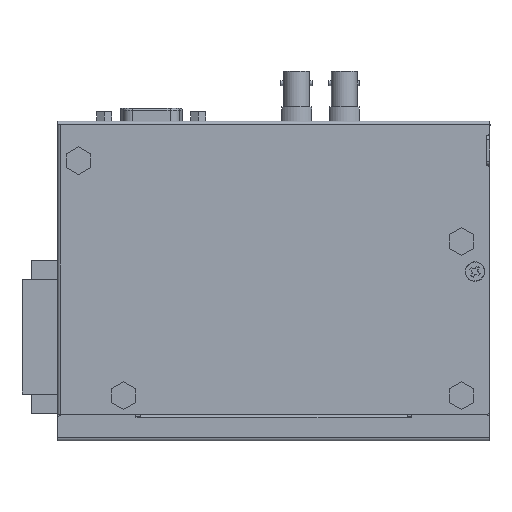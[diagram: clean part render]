
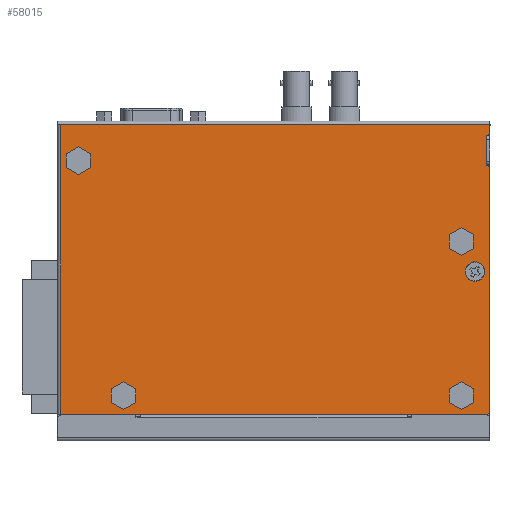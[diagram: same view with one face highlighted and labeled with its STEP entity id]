
A CAD part, front view. The second image highlights one B-rep face of the part: STEP entity #58015.
In plain terms, the highlighted planar face has unit normal (0, -1, 0).
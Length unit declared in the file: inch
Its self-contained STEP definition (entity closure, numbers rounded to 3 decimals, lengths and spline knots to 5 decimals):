
#378 = EDGE_CURVE ( 'NONE', #57422, #10611, #10574, .T. ) ;
#407 = VERTEX_POINT ( 'NONE', #7247 ) ;
#1534 = EDGE_CURVE ( 'NONE', #9379, #46865, #20068, .T. ) ;
#1708 = EDGE_CURVE ( 'NONE', #31130, #34966, #33331, .T. ) ;
#1927 = EDGE_CURVE ( 'NONE', #14869, #13592, #58457, .T. ) ;
#4355 = AXIS2_PLACEMENT_3D ( 'NONE', #21579, #39692, #35274 ) ;
#4581 = CARTESIAN_POINT ( 'NONE',  ( 2.26378, 0., -0.11043 ) ) ;
#5867 = AXIS2_PLACEMENT_3D ( 'NONE', #50990, #29320, #51274 ) ;
#6446 = CARTESIAN_POINT ( 'NONE',  ( 2.22835, 0., -0.14961 ) ) ;
#6859 = VECTOR ( 'NONE', #23990, 39.37008 ) ;
#7247 = CARTESIAN_POINT ( 'NONE',  ( 2.22835, 0., -0.46457 ) ) ;
#7787 = CARTESIAN_POINT ( 'NONE',  ( 2.26378, 0., 0. ) ) ;
#8605 = CARTESIAN_POINT ( 'NONE',  ( -2.26378, 0., -0.0315 ) ) ;
#9379 = VERTEX_POINT ( 'NONE', #15089 ) ;
#9654 = CARTESIAN_POINT ( 'NONE',  ( 2.1063, 0., -1.67717 ) ) ;
#10567 = AXIS2_PLACEMENT_3D ( 'NONE', #22617, #37156, #50830 ) ;
#10574 = CIRCLE ( 'NONE', #5867, 0.10236 ) ;
#10602 = CIRCLE ( 'NONE', #10567, 0.10236 ) ;
#10611 = VERTEX_POINT ( 'NONE', #17172 ) ;
#10747 = EDGE_LOOP ( 'NONE', ( #24220, #24805, #29917, #36645, #18046, #51857, #19446, #57778, #54252, #43536, #23024 ) ) ;
#10886 = DIRECTION ( 'NONE',  ( 0., 0., 1. ) ) ;
#11176 = CARTESIAN_POINT ( 'NONE',  ( -2.26378, 0., -0.03543 ) ) ;
#11224 = CARTESIAN_POINT ( 'NONE',  ( 2.22441, 0., -0.11043 ) ) ;
#11764 = VERTEX_POINT ( 'NONE', #4581 ) ;
#11985 = VERTEX_POINT ( 'NONE', #34777 ) ;
#12061 = LINE ( 'NONE', #34118, #47415 ) ;
#12848 = EDGE_CURVE ( 'NONE', #11764, #30629, #38497, .T. ) ;
#13337 = DIRECTION ( 'NONE',  ( -1., 0., 0. ) ) ;
#13592 = VERTEX_POINT ( 'NONE', #17144 ) ;
#14135 = CARTESIAN_POINT ( 'NONE',  ( -2.26378, 0., 0. ) ) ;
#14869 = VERTEX_POINT ( 'NONE', #57116 ) ;
#15089 = CARTESIAN_POINT ( 'NONE',  ( 2.26378, 0., -3.0315 ) ) ;
#15930 = DIRECTION ( 'NONE',  ( 0., 1., 0. ) ) ;
#17144 = CARTESIAN_POINT ( 'NONE',  ( -2.26378, 0., -0.0315 ) ) ;
#17172 = CARTESIAN_POINT ( 'NONE',  ( 2.1063, 0., -1.47244 ) ) ;
#17220 = DIRECTION ( 'NONE',  ( 0., 0., 1. ) ) ;
#18046 = ORIENTED_EDGE ( 'NONE', *, *, #43541, .T. ) ;
#18679 = EDGE_CURVE ( 'NONE', #9379, #11985, #56084, .T. ) ;
#19347 = DIRECTION ( 'NONE',  ( 0., 1., 0. ) ) ;
#19446 = ORIENTED_EDGE ( 'NONE', *, *, #39599, .T. ) ;
#19480 = LINE ( 'NONE', #14135, #6859 ) ;
#19608 = DIRECTION ( 'NONE',  ( 0., 0., -1. ) ) ;
#20068 = LINE ( 'NONE', #7787, #23939 ) ;
#20170 = ORIENTED_EDGE ( 'NONE', *, *, #378, .T. ) ;
#20622 = VECTOR ( 'NONE', #13337, 39.37008 ) ;
#21579 = CARTESIAN_POINT ( 'NONE',  ( -2.26378, 0., -3.07087 ) ) ;
#22617 = CARTESIAN_POINT ( 'NONE',  ( 2.1063, 0., -1.5748 ) ) ;
#22925 = AXIS2_PLACEMENT_3D ( 'NONE', #42204, #51179, #33358 ) ;
#23024 = ORIENTED_EDGE ( 'NONE', *, *, #1708, .T. ) ;
#23856 = CARTESIAN_POINT ( 'NONE',  ( 2.22441, 0., -0.50374 ) ) ;
#23939 = VECTOR ( 'NONE', #48813, 39.37008 ) ;
#23990 = DIRECTION ( 'NONE',  ( 0., 0., -1. ) ) ;
#24220 = ORIENTED_EDGE ( 'NONE', *, *, #35924, .T. ) ;
#24805 = ORIENTED_EDGE ( 'NONE', *, *, #18679, .F. ) ;
#28791 = LINE ( 'NONE', #51342, #44070 ) ;
#29090 = AXIS2_PLACEMENT_3D ( 'NONE', #11224, #15930, #47480 ) ;
#29320 = DIRECTION ( 'NONE',  ( 0., 1., 0. ) ) ;
#29378 = DIRECTION ( 'NONE',  ( 1., 0., 0. ) ) ;
#29917 = ORIENTED_EDGE ( 'NONE', *, *, #1534, .T. ) ;
#30561 = PLANE ( 'NONE',  #4355 ) ;
#30629 = VERTEX_POINT ( 'NONE', #6446 ) ;
#31130 = VERTEX_POINT ( 'NONE', #42549 ) ;
#31188 = ORIENTED_EDGE ( 'NONE', *, *, #48006, .T. ) ;
#33234 = CARTESIAN_POINT ( 'NONE',  ( -2.26378, 0., -0.03543 ) ) ;
#33239 = VECTOR ( 'NONE', #17220, 39.37008 ) ;
#33331 = LINE ( 'NONE', #41898, #36736 ) ;
#33358 = DIRECTION ( 'NONE',  ( 0., 0., -1. ) ) ;
#33505 = LINE ( 'NONE', #11176, #34353 ) ;
#34118 = CARTESIAN_POINT ( 'NONE',  ( -2.26378, 0., -3.07087 ) ) ;
#34329 = CARTESIAN_POINT ( 'NONE',  ( -2.23228, 0., -3.07087 ) ) ;
#34353 = VECTOR ( 'NONE', #29378, 39.37008 ) ;
#34777 = CARTESIAN_POINT ( 'NONE',  ( 2.22441, 0., -3.07087 ) ) ;
#34966 = VERTEX_POINT ( 'NONE', #34329 ) ;
#34988 = DIRECTION ( 'NONE',  ( 1., 0., 0. ) ) ;
#35274 = DIRECTION ( 'NONE',  ( 0., 0., -1. ) ) ;
#35924 = EDGE_CURVE ( 'NONE', #34966, #11985, #12061, .T. ) ;
#36645 = ORIENTED_EDGE ( 'NONE', *, *, #50370, .F. ) ;
#36736 = VECTOR ( 'NONE', #19608, 39.37008 ) ;
#37156 = DIRECTION ( 'NONE',  ( 0., 1., 0. ) ) ;
#37453 = EDGE_CURVE ( 'NONE', #13592, #40438, #19480, .T. ) ;
#37857 = CARTESIAN_POINT ( 'NONE',  ( 2.26378, 0., -0.50374 ) ) ;
#38074 = DIRECTION ( 'NONE',  ( 0., 0., 1. ) ) ;
#38396 = CIRCLE ( 'NONE', #54483, 0.03937 ) ;
#38497 = CIRCLE ( 'NONE', #29090, 0.03937 ) ;
#39599 = EDGE_CURVE ( 'NONE', #11764, #14869, #28791, .T. ) ;
#39692 = DIRECTION ( 'NONE',  ( 0., -1., 0. ) ) ;
#40438 = VERTEX_POINT ( 'NONE', #33234 ) ;
#41898 = CARTESIAN_POINT ( 'NONE',  ( -2.23228, 0., -3.07087 ) ) ;
#42204 = CARTESIAN_POINT ( 'NONE',  ( 2.22441, 0., -3.0315 ) ) ;
#42549 = CARTESIAN_POINT ( 'NONE',  ( -2.23228, 0., -0.03543 ) ) ;
#43536 = ORIENTED_EDGE ( 'NONE', *, *, #56406, .T. ) ;
#43541 = EDGE_CURVE ( 'NONE', #407, #30629, #43670, .T. ) ;
#43670 = LINE ( 'NONE', #48465, #33239 ) ;
#44070 = VECTOR ( 'NONE', #10886, 39.37008 ) ;
#46865 = VERTEX_POINT ( 'NONE', #37857 ) ;
#47415 = VECTOR ( 'NONE', #34988, 39.37008 ) ;
#47480 = DIRECTION ( 'NONE',  ( 0., 0., -1. ) ) ;
#48006 = EDGE_CURVE ( 'NONE', #10611, #57422, #10602, .T. ) ;
#48465 = CARTESIAN_POINT ( 'NONE',  ( 2.22835, 0., -0.14961 ) ) ;
#48813 = DIRECTION ( 'NONE',  ( 0., 0., 1. ) ) ;
#50370 = EDGE_CURVE ( 'NONE', #407, #46865, #38396, .T. ) ;
#50830 = DIRECTION ( 'NONE',  ( 0., 0., -1. ) ) ;
#50990 = CARTESIAN_POINT ( 'NONE',  ( 2.1063, 0., -1.5748 ) ) ;
#51179 = DIRECTION ( 'NONE',  ( 0., 1., 0. ) ) ;
#51274 = DIRECTION ( 'NONE',  ( 0., 0., -1. ) ) ;
#51342 = CARTESIAN_POINT ( 'NONE',  ( 2.26378, 0., 0. ) ) ;
#51857 = ORIENTED_EDGE ( 'NONE', *, *, #12848, .F. ) ;
#52814 = FACE_OUTER_BOUND ( 'NONE', #10747, .T. ) ;
#53108 = FACE_BOUND ( 'NONE', #57041, .T. ) ;
#54252 = ORIENTED_EDGE ( 'NONE', *, *, #37453, .T. ) ;
#54483 = AXIS2_PLACEMENT_3D ( 'NONE', #23856, #19347, #38074 ) ;
#56084 = CIRCLE ( 'NONE', #22925, 0.03937 ) ;
#56406 = EDGE_CURVE ( 'NONE', #40438, #31130, #33505, .T. ) ;
#57041 = EDGE_LOOP ( 'NONE', ( #20170, #31188 ) ) ;
#57116 = CARTESIAN_POINT ( 'NONE',  ( 2.26378, 0., -0.0315 ) ) ;
#57422 = VERTEX_POINT ( 'NONE', #9654 ) ;
#57778 = ORIENTED_EDGE ( 'NONE', *, *, #1927, .T. ) ;
#58015 = ADVANCED_FACE ( 'NONE', ( #52814, #53108 ), #30561, .T. ) ;
#58457 = LINE ( 'NONE', #8605, #20622 ) ;
